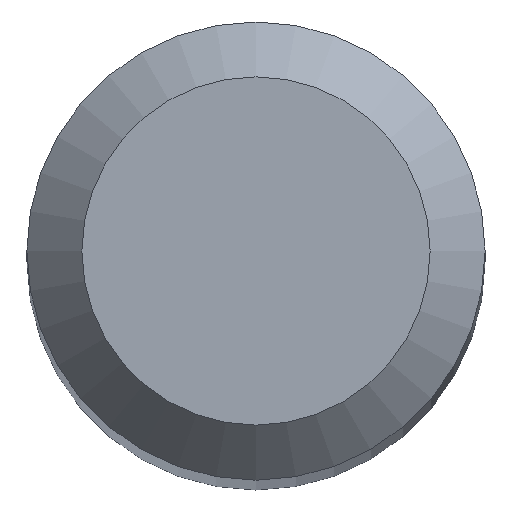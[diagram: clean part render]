
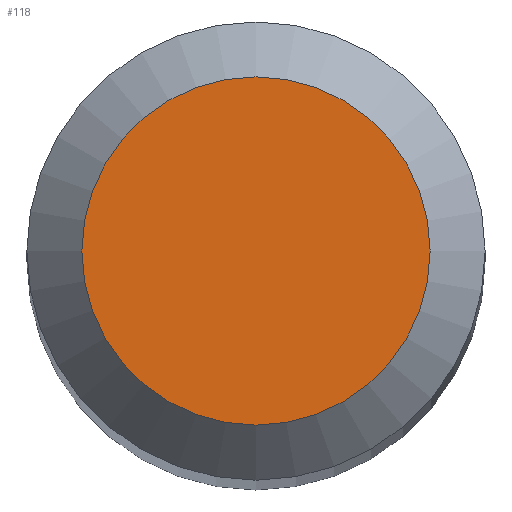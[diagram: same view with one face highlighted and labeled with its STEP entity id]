
A CAD part, top view. The second image highlights one B-rep face of the part: STEP entity #118.
In plain terms, the highlighted planar face has unit normal (0, 0, 1).
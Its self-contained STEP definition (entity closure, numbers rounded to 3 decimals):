
#14 = EDGE_CURVE ( 'NONE', #154, #154, #210, .T. ) ;
#21 = AXIS2_PLACEMENT_3D ( 'NONE', #146, #180, #59 ) ;
#59 = DIRECTION ( 'NONE',  ( 0., 1., 0. ) ) ;
#67 = CARTESIAN_POINT ( 'NONE',  ( 0., 0.95, 43. ) ) ;
#91 = DIRECTION ( 'NONE',  ( 0., 1., 0. ) ) ;
#111 = FACE_OUTER_BOUND ( 'NONE', #117, .T. ) ;
#117 = EDGE_LOOP ( 'NONE', ( #137 ) ) ;
#118 = ADVANCED_FACE ( 'NONE', ( #111 ), #218, .F. ) ;
#137 = ORIENTED_EDGE ( 'NONE', *, *, #14, .F. ) ;
#146 = CARTESIAN_POINT ( 'NONE',  ( 0., 0., 43. ) ) ;
#154 = VERTEX_POINT ( 'NONE', #67 ) ;
#159 = AXIS2_PLACEMENT_3D ( 'NONE', #204, #202, #91 ) ;
#180 = DIRECTION ( 'NONE',  ( 0., 0., -1. ) ) ;
#202 = DIRECTION ( 'NONE',  ( 0., 0., -1. ) ) ;
#204 = CARTESIAN_POINT ( 'NONE',  ( 0., 0., 43. ) ) ;
#210 = CIRCLE ( 'NONE', #21, 0.95 ) ;
#218 = PLANE ( 'NONE',  #159 ) ;
